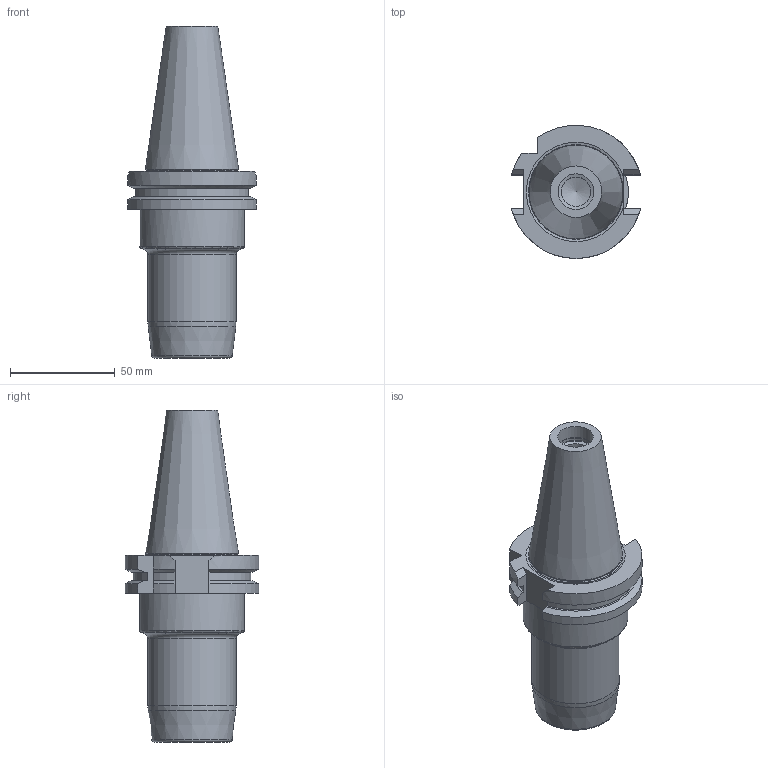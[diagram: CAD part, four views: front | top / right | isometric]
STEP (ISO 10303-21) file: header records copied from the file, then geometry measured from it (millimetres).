
FILE_DESCRIPTION(/* description */ (''),/* implementation_level */ '2;1');
FILE_NAME(/* name */ '6228_1_3d.stp',/* time_stamp */ '2017-03-31T11:27:02+02:00',/* author */ (''),/* organization */ ('SMS'),/* preprocessor_version */ 'ST-DEVELOPER v15',/* originating_system */ 'SIEMENS PLM Software NX 8.5',/* authorisation */ '');
FILE_SCHEMA (('AUTOMOTIVE_DESIGN { 1 0 10303 214 3 1 1 1 }'));
Length unit declared in the file: millimetre
Products named in the file (1): 6228_1_3D
Bounding box: 61.4 x 63.49 x 158.25 mm (x, y, z)
Volume: 216383 mm3; surface area: 28251.3 mm2
Topology: 1 solids, 1 shells, 61 faces, 160 edges, 102 vertices
Faces by surface type: plane 26, cylinder 15, cone 14, torus 5, bspline 1
Full cylindrical faces by diameter (mm): 14 x1, 17.009 x1, 17.409 x1, 42 x1, 43.85 x1, 50 x1
Entity records: 1798 total; most frequent: CARTESIAN_POINT 368, DIRECTION 300, ORIENTED_EDGE 262, EDGE_CURVE 131, AXIS2_PLACEMENT_3D 118, VERTEX_POINT 94, EDGE_LOOP 82, LINE 64
